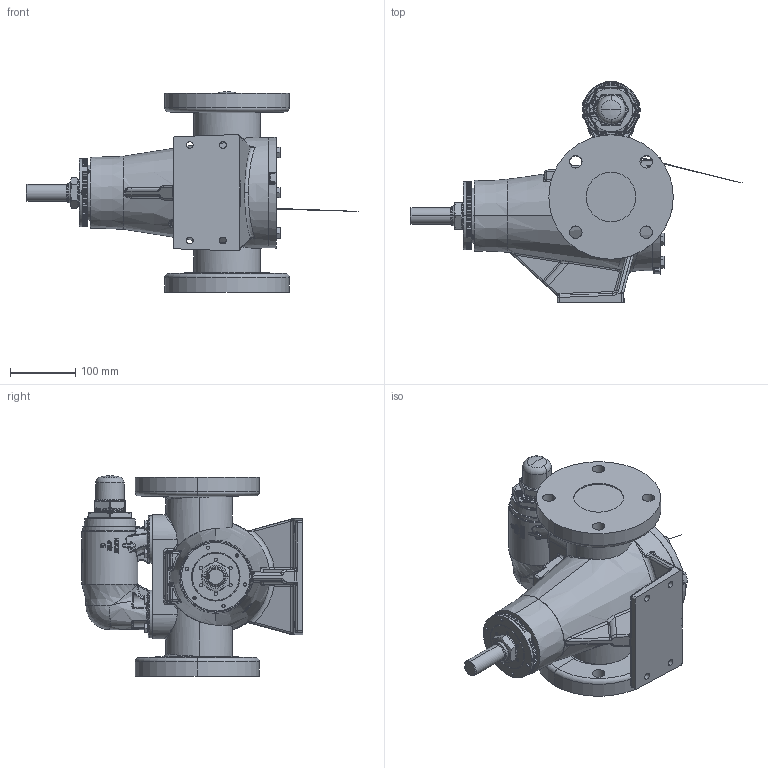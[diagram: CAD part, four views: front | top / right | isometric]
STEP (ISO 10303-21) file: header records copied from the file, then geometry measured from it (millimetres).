
FILE_DESCRIPTION (( 'STEP AP214' ), '1' );
FILE_NAME ('AV-813.STEP', '2019-05-24T16:47:32', ( '' ), ( '' ), 'SwSTEP 2.0', 'SolidWorks 2018', '' );
FILE_SCHEMA (( 'AUTOMOTIVE_DESIGN' ));
Length unit declared in the file: inch
Products named in the file (1): AV-813
Bounding box: 508.41 x 339.55 x 307.09 mm (x, y, z)
Volume: 8942559.4 mm3; surface area: 493262.7 mm2
Topology: 1 solids, 1 shells, 3095 faces, 7744 edges, 4825 vertices
Faces by surface type: plane 1330, bspline 804, cylinder 552, cone 236, torus 101, sphere 72
Entity records: 172807 total; most frequent: CARTESIAN_POINT 76665, ORIENTED_EDGE 15324, DIRECTION 11992, EDGE_CURVE 7662, VERTEX_POINT 4815, AXIS2_PLACEMENT_3D 4347, EDGE_LOOP 3383, VECTOR 3298
